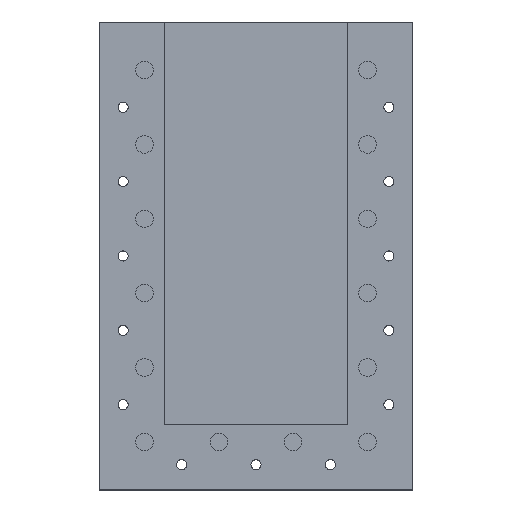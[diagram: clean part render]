
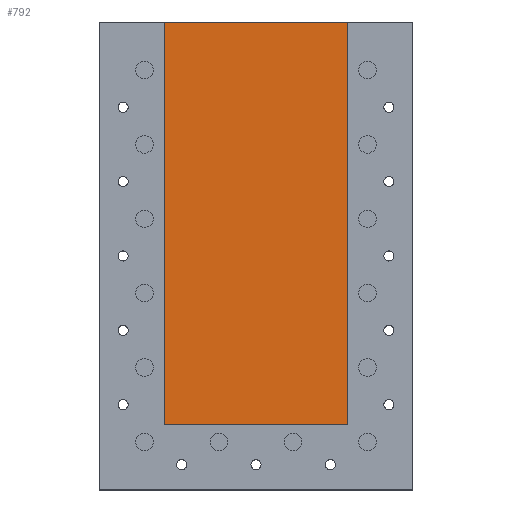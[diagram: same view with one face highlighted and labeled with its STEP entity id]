
A CAD part, top view. The second image highlights one B-rep face of the part: STEP entity #792.
In plain terms, the highlighted planar face has unit normal (0, 0, 1).
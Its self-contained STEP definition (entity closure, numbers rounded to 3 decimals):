
#139=FACE_OUTER_BOUND('',#190,.T.);
#190=EDGE_LOOP('',(#567,#568,#569,#570));
#280=LINE('',#1230,#331);
#284=LINE('',#1239,#335);
#287=LINE('',#1243,#338);
#288=LINE('',#1245,#339);
#331=VECTOR('',#965,10.);
#335=VECTOR('',#971,10.);
#338=VECTOR('',#976,10.);
#339=VECTOR('',#979,10.);
#382=VERTEX_POINT('',#1227);
#383=VERTEX_POINT('',#1229);
#386=VERTEX_POINT('',#1236);
#387=VERTEX_POINT('',#1238);
#452=EDGE_CURVE('',#382,#383,#280,.T.);
#456=EDGE_CURVE('',#386,#387,#284,.T.);
#459=EDGE_CURVE('',#383,#386,#287,.T.);
#460=EDGE_CURVE('',#387,#382,#288,.T.);
#567=ORIENTED_EDGE('',*,*,#459,.F.);
#568=ORIENTED_EDGE('',*,*,#452,.F.);
#569=ORIENTED_EDGE('',*,*,#460,.F.);
#570=ORIENTED_EDGE('',*,*,#456,.F.);
#768=PLANE('',#857);
#792=ADVANCED_FACE('',(#139),#768,.T.);
#857=AXIS2_PLACEMENT_3D('',#1244,#977,#978);
#965=DIRECTION('',(0.,-1.,0.));
#971=DIRECTION('',(0.,1.,0.));
#976=DIRECTION('',(-1.,0.,0.));
#977=DIRECTION('center_axis',(0.,0.,1.));
#978=DIRECTION('ref_axis',(-1.,0.,0.));
#979=DIRECTION('',(1.,0.,0.));
#1227=CARTESIAN_POINT('',(67.75,127.75,10.5));
#1229=CARTESIAN_POINT('',(67.75,17.75,10.5));
#1230=CARTESIAN_POINT('',(67.75,127.75,10.5));
#1236=CARTESIAN_POINT('',(17.75,17.75,10.5));
#1238=CARTESIAN_POINT('',(17.75,127.75,10.5));
#1239=CARTESIAN_POINT('',(17.75,17.75,10.5));
#1243=CARTESIAN_POINT('',(67.75,17.75,10.5));
#1244=CARTESIAN_POINT('Origin',(42.75,72.75,10.5));
#1245=CARTESIAN_POINT('',(64.125,127.75,10.5));
